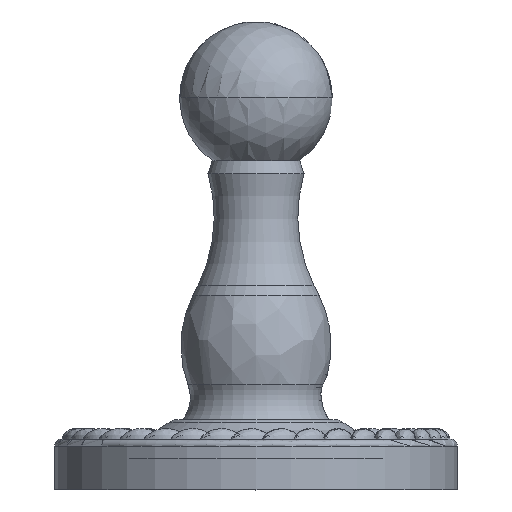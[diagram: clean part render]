
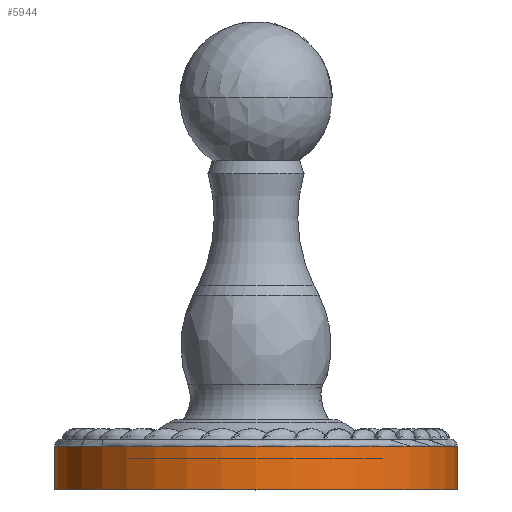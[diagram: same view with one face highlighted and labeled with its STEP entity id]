
A CAD part, left-side view. The second image highlights one B-rep face of the part: STEP entity #5944.
In plain terms, the highlighted cylindrical face has radius 32.893 mm (diameter 65.786 mm), a partial arc.
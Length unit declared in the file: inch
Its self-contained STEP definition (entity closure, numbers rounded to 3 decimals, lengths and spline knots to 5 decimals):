
#2441=CARTESIAN_POINT('',(0.,0.,0.));
#2442=DIRECTION('',(0.,1.,0.));
#2443=DIRECTION('',(0.,0.,1.));
#2444=AXIS2_PLACEMENT_3D('',#2441,#2442,#2443);
#2461=CARTESIAN_POINT('',(0.,0.283,0.));
#2462=DIRECTION('',(0.,-1.,0.));
#2463=DIRECTION('',(0.,0.,-1.));
#2464=AXIS2_PLACEMENT_3D('',#2461,#2462,#2463);
#2466=DIRECTION('',(0.,-1.,0.));
#2467=VECTOR('',#2466,0.283);
#2468=CARTESIAN_POINT('',(0.,0.283,-1.295));
#2469=LINE('',#2468,#2467);
#2470=DIRECTION('',(0.,-1.,0.));
#2471=VECTOR('',#2470,0.283);
#2472=CARTESIAN_POINT('',(0.,0.283,1.295));
#2473=LINE('',#2472,#2471);
#5090=CARTESIAN_POINT('',(0.,0.,1.295));
#5091=CARTESIAN_POINT('',(0.,0.,-1.295));
#5092=VERTEX_POINT('',#5090);
#5093=VERTEX_POINT('',#5091);
#5672=CARTESIAN_POINT('',(0.,0.283,-1.295));
#5673=CARTESIAN_POINT('',(0.,0.283,1.295));
#5674=VERTEX_POINT('',#5672);
#5675=VERTEX_POINT('',#5673);
#5930=CARTESIAN_POINT('',(0.,0.4746,0.));
#5931=DIRECTION('',(0.,-1.,0.));
#5932=DIRECTION('',(0.,0.,1.));
#5933=AXIS2_PLACEMENT_3D('',#5930,#5931,#5932);
#5934=CYLINDRICAL_SURFACE('',#5933,1.295);
#5936=ORIENTED_EDGE('',*,*,#5935,.F.);
#5938=ORIENTED_EDGE('',*,*,#5937,.T.);
#5939=ORIENTED_EDGE('',*,*,#5919,.F.);
#5941=ORIENTED_EDGE('',*,*,#5940,.F.);
#5942=EDGE_LOOP('',(#5936,#5938,#5939,#5941));
#5943=FACE_OUTER_BOUND('',#5942,.F.);
#5944=ADVANCED_FACE('',(#5943),#5934,.T.);
#2445=CIRCLE('',#2444,1.295);
#2465=CIRCLE('',#2464,1.295);
#5919=EDGE_CURVE('',#5092,#5093,#2445,.T.);
#5935=EDGE_CURVE('',#5674,#5675,#2465,.T.);
#5937=EDGE_CURVE('',#5674,#5093,#2469,.T.);
#5940=EDGE_CURVE('',#5675,#5092,#2473,.T.);
